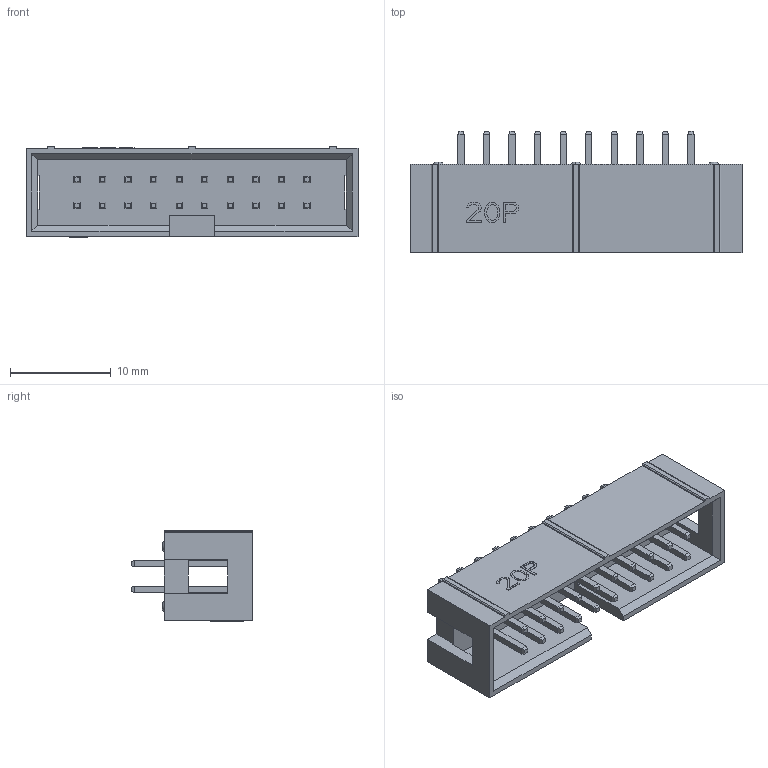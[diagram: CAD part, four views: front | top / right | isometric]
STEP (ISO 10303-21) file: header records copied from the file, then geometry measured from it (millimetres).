
FILE_DESCRIPTION (( 'STEP AP214' ), '1' );
FILE_NAME ('User Library-302-S201-1.STEP', '2020-11-20T16:31:33', ( '' ), ( '' ), 'SwSTEP 2.0', 'SolidWorks 2020', '' );
FILE_SCHEMA (( 'AUTOMOTIVE_DESIGN' ));
Length unit declared in the file: millimetre
Products named in the file (1): User Library-302-S201-1
Bounding box: 33.02 x 12.1 x 9.1 mm (x, y, z)
Volume: 1262.4 mm3; surface area: 2202.9 mm2
Topology: 1 solids, 1 shells, 530 faces, 1276 edges, 796 vertices
Faces by surface type: plane 512, torus 8, cylinder 6, bspline 4
Entity records: 15066 total; most frequent: CARTESIAN_POINT 2759, ORIENTED_EDGE 2552, DIRECTION 2362, EDGE_CURVE 1276, LINE 1228, VECTOR 1228, VERTEX_POINT 796, EDGE_LOOP 582
